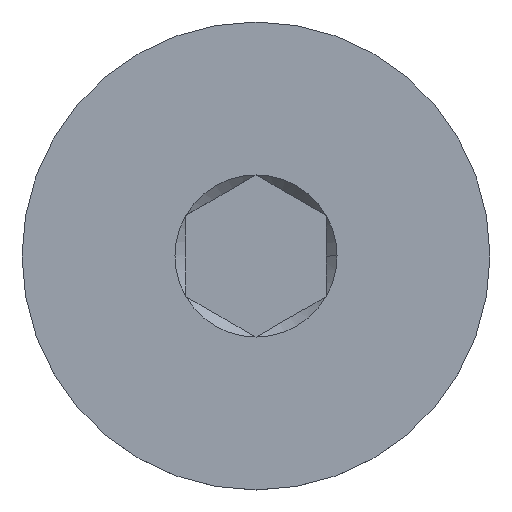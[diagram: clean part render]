
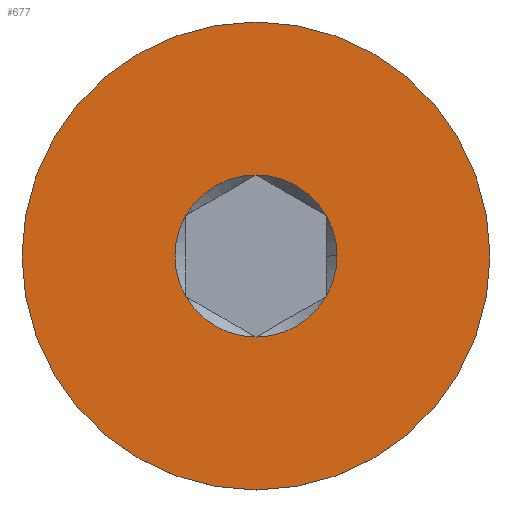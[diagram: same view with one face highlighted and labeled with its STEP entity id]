
A CAD part, top view. The second image highlights one B-rep face of the part: STEP entity #677.
In plain terms, the highlighted planar face has unit normal (0, 0, 1).
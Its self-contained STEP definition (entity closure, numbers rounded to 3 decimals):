
#9 = EDGE_LOOP ( 'NONE', ( #188, #294 ) ) ;
#13 = VERTEX_POINT ( 'NONE', #533 ) ;
#14 = DIRECTION ( 'NONE',  ( 0., -1., 0. ) ) ;
#18 = EDGE_CURVE ( 'NONE', #273, #13, #507, .T. ) ;
#22 = EDGE_CURVE ( 'NONE', #416, #273, #599, .T. ) ;
#31 = CIRCLE ( 'NONE', #205, 1.732 ) ;
#33 = DIRECTION ( 'NONE',  ( 1., 0., 0. ) ) ;
#47 = DIRECTION ( 'NONE',  ( 1., 0., 0. ) ) ;
#72 = CARTESIAN_POINT ( 'NONE',  ( 1.5, -0.866, 0. ) ) ;
#80 = CARTESIAN_POINT ( 'NONE',  ( 0., 0., 0. ) ) ;
#101 = CIRCLE ( 'NONE', #609, 1.732 ) ;
#107 = CARTESIAN_POINT ( 'NONE',  ( 1.5, 0.866, 0. ) ) ;
#112 = ORIENTED_EDGE ( 'NONE', *, *, #289, .F. ) ;
#113 = CARTESIAN_POINT ( 'NONE',  ( 0., 0., 0. ) ) ;
#127 = CARTESIAN_POINT ( 'NONE',  ( 0., -2.5, 0. ) ) ;
#129 = EDGE_CURVE ( 'NONE', #369, #632, #454, .T. ) ;
#134 = DIRECTION ( 'NONE',  ( 0., 0., 1. ) ) ;
#136 = AXIS2_PLACEMENT_3D ( 'NONE', #606, #206, #47 ) ;
#166 = ORIENTED_EDGE ( 'NONE', *, *, #22, .F. ) ;
#168 = FACE_BOUND ( 'NONE', #591, .T. ) ;
#177 = FACE_OUTER_BOUND ( 'NONE', #9, .T. ) ;
#185 = VERTEX_POINT ( 'NONE', #432 ) ;
#186 = ORIENTED_EDGE ( 'NONE', *, *, #129, .F. ) ;
#188 = ORIENTED_EDGE ( 'NONE', *, *, #208, .T. ) ;
#194 = AXIS2_PLACEMENT_3D ( 'NONE', #365, #134, #254 ) ;
#199 = AXIS2_PLACEMENT_3D ( 'NONE', #347, #293, #33 ) ;
#205 = AXIS2_PLACEMENT_3D ( 'NONE', #113, #607, #392 ) ;
#206 = DIRECTION ( 'NONE',  ( 0., 0., 1. ) ) ;
#208 = EDGE_CURVE ( 'NONE', #185, #361, #500, .T. ) ;
#224 = CARTESIAN_POINT ( 'NONE',  ( 0., 0., 0. ) ) ;
#228 = DIRECTION ( 'NONE',  ( 1., 0., 0. ) ) ;
#235 = DIRECTION ( 'NONE',  ( 0., 0., 1. ) ) ;
#254 = DIRECTION ( 'NONE',  ( 1., 0., 0. ) ) ;
#258 = EDGE_CURVE ( 'NONE', #632, #352, #31, .T. ) ;
#268 = EDGE_CURVE ( 'NONE', #361, #185, #484, .T. ) ;
#269 = CARTESIAN_POINT ( 'NONE',  ( 0., 0., 0. ) ) ;
#273 = VERTEX_POINT ( 'NONE', #107 ) ;
#289 = EDGE_CURVE ( 'NONE', #523, #369, #101, .T. ) ;
#293 = DIRECTION ( 'NONE',  ( 0., 0., 1. ) ) ;
#294 = ORIENTED_EDGE ( 'NONE', *, *, #268, .T. ) ;
#300 = AXIS2_PLACEMENT_3D ( 'NONE', #557, #658, #668 ) ;
#331 = EDGE_CURVE ( 'NONE', #13, #523, #446, .T. ) ;
#345 = CARTESIAN_POINT ( 'NONE',  ( -1.5, -0.866, 0. ) ) ;
#347 = CARTESIAN_POINT ( 'NONE',  ( 0., 0., 0. ) ) ;
#350 = DIRECTION ( 'NONE',  ( 0., 0., 1. ) ) ;
#352 = VERTEX_POINT ( 'NONE', #72 ) ;
#353 = ORIENTED_EDGE ( 'NONE', *, *, #258, .F. ) ;
#361 = VERTEX_POINT ( 'NONE', #461 ) ;
#365 = CARTESIAN_POINT ( 'NONE',  ( 0., 0., 0. ) ) ;
#369 = VERTEX_POINT ( 'NONE', #345 ) ;
#392 = DIRECTION ( 'NONE',  ( 1., 0., 0. ) ) ;
#404 = EDGE_CURVE ( 'NONE', #352, #416, #703, .T. ) ;
#406 = CARTESIAN_POINT ( 'NONE',  ( 0., 0., 0. ) ) ;
#407 = AXIS2_PLACEMENT_3D ( 'NONE', #127, #350, #673 ) ;
#415 = AXIS2_PLACEMENT_3D ( 'NONE', #406, #235, #569 ) ;
#416 = VERTEX_POINT ( 'NONE', #681 ) ;
#432 = CARTESIAN_POINT ( 'NONE',  ( 0., -5., 0. ) ) ;
#446 = CIRCLE ( 'NONE', #415, 1.732 ) ;
#447 = DIRECTION ( 'NONE',  ( 0., 0., 1. ) ) ;
#454 = CIRCLE ( 'NONE', #136, 1.732 ) ;
#461 = CARTESIAN_POINT ( 'NONE',  ( 0., 5., 0. ) ) ;
#467 = DIRECTION ( 'NONE',  ( 0., 0., 1. ) ) ;
#471 = ORIENTED_EDGE ( 'NONE', *, *, #331, .F. ) ;
#484 = CIRCLE ( 'NONE', #578, 5. ) ;
#500 = CIRCLE ( 'NONE', #300, 5. ) ;
#504 = DIRECTION ( 'NONE',  ( 0., 0., 1. ) ) ;
#507 = CIRCLE ( 'NONE', #194, 1.732 ) ;
#514 = PLANE ( 'NONE',  #407 ) ;
#523 = VERTEX_POINT ( 'NONE', #593 ) ;
#526 = DIRECTION ( 'NONE',  ( 1., 0., 0. ) ) ;
#533 = CARTESIAN_POINT ( 'NONE',  ( 0., 1.732, 0. ) ) ;
#557 = CARTESIAN_POINT ( 'NONE',  ( 0., 0., 0. ) ) ;
#569 = DIRECTION ( 'NONE',  ( 1., 0., 0. ) ) ;
#578 = AXIS2_PLACEMENT_3D ( 'NONE', #224, #447, #14 ) ;
#591 = EDGE_LOOP ( 'NONE', ( #353, #186, #112, #471, #615, #166, #678 ) ) ;
#593 = CARTESIAN_POINT ( 'NONE',  ( -1.5, 0.866, 0. ) ) ;
#599 = CIRCLE ( 'NONE', #691, 1.732 ) ;
#606 = CARTESIAN_POINT ( 'NONE',  ( 0., 0., 0. ) ) ;
#607 = DIRECTION ( 'NONE',  ( 0., 0., 1. ) ) ;
#609 = AXIS2_PLACEMENT_3D ( 'NONE', #269, #504, #228 ) ;
#615 = ORIENTED_EDGE ( 'NONE', *, *, #18, .F. ) ;
#632 = VERTEX_POINT ( 'NONE', #697 ) ;
#658 = DIRECTION ( 'NONE',  ( 0., 0., 1. ) ) ;
#668 = DIRECTION ( 'NONE',  ( 0., -1., 0. ) ) ;
#673 = DIRECTION ( 'NONE',  ( 0., -1., 0. ) ) ;
#677 = ADVANCED_FACE ( 'NONE', ( #168, #177 ), #514, .T. ) ;
#678 = ORIENTED_EDGE ( 'NONE', *, *, #404, .F. ) ;
#681 = CARTESIAN_POINT ( 'NONE',  ( 1.732, 0., 0. ) ) ;
#691 = AXIS2_PLACEMENT_3D ( 'NONE', #80, #467, #526 ) ;
#697 = CARTESIAN_POINT ( 'NONE',  ( 0., -1.732, 0. ) ) ;
#703 = CIRCLE ( 'NONE', #199, 1.732 ) ;
